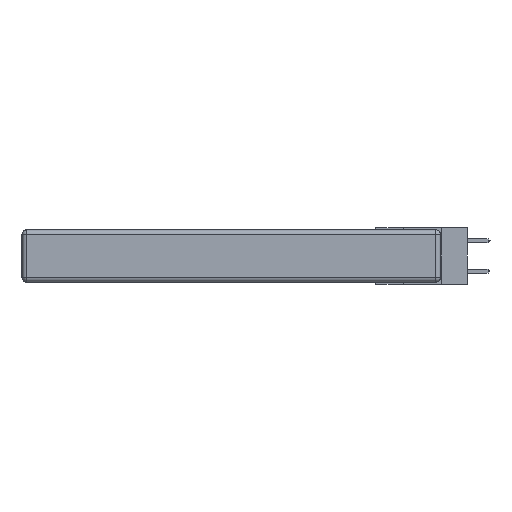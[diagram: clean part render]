
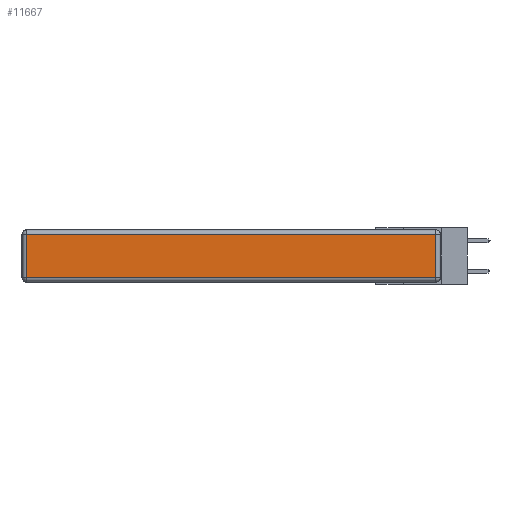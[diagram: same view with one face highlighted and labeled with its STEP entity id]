
A CAD part, left-side view. The second image highlights one B-rep face of the part: STEP entity #11667.
In plain terms, the highlighted planar face has unit normal (-1, 0, 0).
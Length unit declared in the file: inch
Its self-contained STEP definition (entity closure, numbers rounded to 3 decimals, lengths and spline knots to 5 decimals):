
#1288 = EDGE_CURVE ( 'NONE', #29090, #13483, #28377, .T. ) ;
#2393 = CARTESIAN_POINT ( 'NONE',  ( 0., 2.72, -0.313 ) ) ;
#3245 = LINE ( 'NONE', #32132, #30962 ) ;
#3284 = ORIENTED_EDGE ( 'NONE', *, *, #1288, .T. ) ;
#3959 = LINE ( 'NONE', #20943, #24608 ) ;
#4851 = VECTOR ( 'NONE', #11574, 39.37008 ) ;
#6684 = PLANE ( 'NONE',  #12064 ) ;
#6798 = DIRECTION ( 'NONE',  ( 0., 0., 1. ) ) ;
#7064 = ORIENTED_EDGE ( 'NONE', *, *, #31371, .T. ) ;
#8368 = EDGE_CURVE ( 'NONE', #18150, #29090, #21193, .T. ) ;
#11574 = DIRECTION ( 'NONE',  ( 0., 0., -1. ) ) ;
#11667 = ADVANCED_FACE ( 'NONE', ( #18439 ), #6684, .T. ) ;
#12064 = AXIS2_PLACEMENT_3D ( 'NONE', #31212, #15013, #6798 ) ;
#13350 = CARTESIAN_POINT ( 'NONE',  ( 0., 0.03, -0.03 ) ) ;
#13483 = VERTEX_POINT ( 'NONE', #2393 ) ;
#14451 = VECTOR ( 'NONE', #18066, 39.37008 ) ;
#15013 = DIRECTION ( 'NONE',  ( -1., 0., 0. ) ) ;
#15718 = EDGE_LOOP ( 'NONE', ( #7064, #22494, #26111, #3284 ) ) ;
#16377 = CARTESIAN_POINT ( 'NONE',  ( 0., 2.72, -0.03 ) ) ;
#18066 = DIRECTION ( 'NONE',  ( 0., 1., 0. ) ) ;
#18150 = VERTEX_POINT ( 'NONE', #13350 ) ;
#18439 = FACE_OUTER_BOUND ( 'NONE', #15718, .T. ) ;
#20943 = CARTESIAN_POINT ( 'NONE',  ( 0., 0., -0.313 ) ) ;
#21193 = LINE ( 'NONE', #31477, #14451 ) ;
#22494 = ORIENTED_EDGE ( 'NONE', *, *, #30551, .T. ) ;
#23097 = VERTEX_POINT ( 'NONE', #25423 ) ;
#23656 = DIRECTION ( 'NONE',  ( 0., -1., 0. ) ) ;
#24608 = VECTOR ( 'NONE', #23656, 39.37008 ) ;
#25423 = CARTESIAN_POINT ( 'NONE',  ( 0., 0.03, -0.313 ) ) ;
#26111 = ORIENTED_EDGE ( 'NONE', *, *, #8368, .T. ) ;
#27551 = CARTESIAN_POINT ( 'NONE',  ( 0., 2.72, -0.343 ) ) ;
#28377 = LINE ( 'NONE', #27551, #4851 ) ;
#29090 = VERTEX_POINT ( 'NONE', #16377 ) ;
#30551 = EDGE_CURVE ( 'NONE', #23097, #18150, #3245, .T. ) ;
#30962 = VECTOR ( 'NONE', #32591, 39.37008 ) ;
#31212 = CARTESIAN_POINT ( 'NONE',  ( 0., 0., -0.343 ) ) ;
#31371 = EDGE_CURVE ( 'NONE', #13483, #23097, #3959, .T. ) ;
#31477 = CARTESIAN_POINT ( 'NONE',  ( 0., 2.75, -0.03 ) ) ;
#32132 = CARTESIAN_POINT ( 'NONE',  ( 0., 0.03, -0.343 ) ) ;
#32591 = DIRECTION ( 'NONE',  ( 0., 0., 1. ) ) ;
